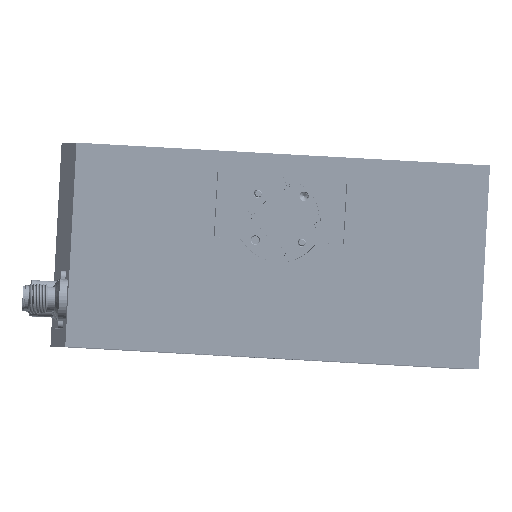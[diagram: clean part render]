
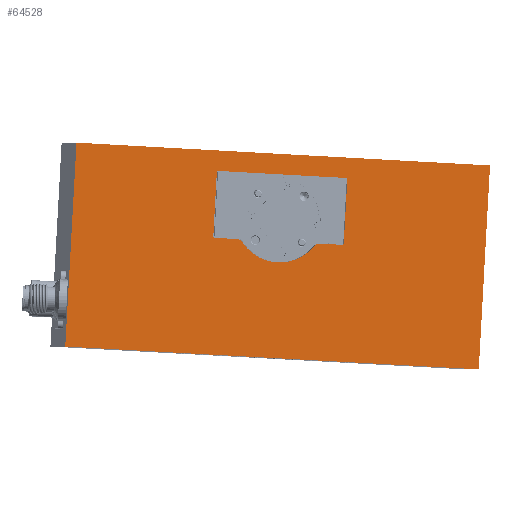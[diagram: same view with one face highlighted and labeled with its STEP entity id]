
A CAD part, left-side view. The second image highlights one B-rep face of the part: STEP entity #64528.
In plain terms, the highlighted planar face has unit normal (-1, -0.022, 0).
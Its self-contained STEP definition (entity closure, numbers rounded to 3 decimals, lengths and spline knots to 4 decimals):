
#1478 = LINE ( 'NONE', #5112, #160888 ) ;
#1512 = CIRCLE ( 'NONE', #171328, 0.01 ) ;
#5004 = EDGE_CURVE ( 'NONE', #35962, #51567, #30709, .T. ) ;
#5112 = CARTESIAN_POINT ( 'NONE',  ( -2.1594, 0.0461, 0.9037 ) ) ;
#6345 = CIRCLE ( 'NONE', #155704, 0.0625 ) ;
#7249 = DIRECTION ( 'NONE',  ( 0.001, -0.055, 0.998 ) ) ;
#7365 = EDGE_CURVE ( 'NONE', #35962, #174175, #123539, .T. ) ;
#10186 = AXIS2_PLACEMENT_3D ( 'NONE', #106548, #92795, #97327 ) ;
#12201 = VERTEX_POINT ( 'NONE', #145252 ) ;
#12473 = LINE ( 'NONE', #167425, #34435 ) ;
#12978 = EDGE_CURVE ( 'NONE', #84006, #127605, #41235, .T. ) ;
#14895 = LINE ( 'NONE', #41503, #133119 ) ;
#15473 = DIRECTION ( 'NONE',  ( 0.022, -0.998, -0.055 ) ) ;
#18856 = CARTESIAN_POINT ( 'NONE',  ( -2.1602, 0.0827, 0.8432 ) ) ;
#23277 = CARTESIAN_POINT ( 'NONE',  ( -2.1392, -0.8671, 1.4183 ) ) ;
#23653 = ORIENTED_EDGE ( 'NONE', *, *, #140142, .F. ) ;
#24274 = VERTEX_POINT ( 'NONE', #165092 ) ;
#26751 = ORIENTED_EDGE ( 'NONE', *, *, #86525, .F. ) ;
#27303 = CARTESIAN_POINT ( 'NONE',  ( -2.1142, -1.994, -0.2111 ) ) ;
#30709 = CIRCLE ( 'NONE', #133307, 0.38 ) ;
#31248 = CARTESIAN_POINT ( 'NONE',  ( -2.1591, 0.0303, 0.8773 ) ) ;
#34435 = VECTOR ( 'NONE', #41793, 39.3701 ) ;
#34856 = EDGE_CURVE ( 'NONE', #172663, #117009, #153108, .T. ) ;
#35224 = DIRECTION ( 'NONE',  ( -0.022, 0.998, 0.055 ) ) ;
#35962 = VERTEX_POINT ( 'NONE', #31248 ) ;
#36533 = EDGE_CURVE ( 'NONE', #24274, #84006, #76192, .T. ) ;
#38331 = DIRECTION ( 'NONE',  ( 1., 0.022, 0. ) ) ;
#39227 = PLANE ( 'NONE',  #39632 ) ;
#39632 = AXIS2_PLACEMENT_3D ( 'NONE', #27303, #38331, #139220 ) ;
#40696 = ORIENTED_EDGE ( 'NONE', *, *, #60090, .T. ) ;
#41235 = LINE ( 'NONE', #74868, #93008 ) ;
#41503 = CARTESIAN_POINT ( 'NONE',  ( -2.1927, 1.5498, -0.0159 ) ) ;
#41793 = DIRECTION ( 'NONE',  ( -0.001, 0.055, -0.998 ) ) ;
#42849 = CARTESIAN_POINT ( 'NONE',  ( -2.1401, -0.8267, 0.8657 ) ) ;
#44204 = DIRECTION ( 'NONE',  ( 0.001, -0.055, 0.998 ) ) ;
#48980 = LINE ( 'NONE', #104965, #144324 ) ;
#49795 = ORIENTED_EDGE ( 'NONE', *, *, #12978, .T. ) ;
#49939 = ORIENTED_EDGE ( 'NONE', *, *, #7365, .T. ) ;
#51567 = VERTEX_POINT ( 'NONE', #160474 ) ;
#54079 = DIRECTION ( 'NONE',  ( 0.022, -0.998, -0.055 ) ) ;
#55207 = VERTEX_POINT ( 'NONE', #23277 ) ;
#56795 = DIRECTION ( 'NONE',  ( -0.022, 0.998, 0.055 ) ) ;
#57719 = DIRECTION ( 'NONE',  ( -0.022, 0.998, 0.055 ) ) ;
#59305 = EDGE_CURVE ( 'NONE', #12201, #125506, #62383, .T. ) ;
#59495 = AXIS2_PLACEMENT_3D ( 'NONE', #84299, #140251, #15473 ) ;
#59824 = ORIENTED_EDGE ( 'NONE', *, *, #59305, .T. ) ;
#60090 = EDGE_CURVE ( 'NONE', #157043, #55207, #86420, .T. ) ;
#62211 = DIRECTION ( 'NONE',  ( -1., -0.022, 0. ) ) ;
#62383 = CIRCLE ( 'NONE', #59495, 0.01 ) ;
#63444 = EDGE_CURVE ( 'NONE', #150230, #117009, #1512, .T. ) ;
#64528 = ADVANCED_FACE ( 'NONE', ( #180456, #164870 ), #39227, .F. ) ;
#74868 = CARTESIAN_POINT ( 'NONE',  ( -2.1121, -2.0902, 1.5362 ) ) ;
#75152 = CARTESIAN_POINT ( 'NONE',  ( -2.1392, -0.8677, 1.4283 ) ) ;
#76192 = LINE ( 'NONE', #134001, #83683 ) ;
#76620 = DIRECTION ( 'NONE',  ( 0.022, -0.998, -0.055 ) ) ;
#76623 = AXIS2_PLACEMENT_3D ( 'NONE', #18856, #158253, #76620 ) ;
#77826 = VECTOR ( 'NONE', #54079, 39.3701 ) ;
#77930 = CARTESIAN_POINT ( 'NONE',  ( -2.1906, 1.4536, 1.7314 ) ) ;
#79343 = CARTESIAN_POINT ( 'NONE',  ( -2.1444, -0.63, 0.8039 ) ) ;
#80803 = CARTESIAN_POINT ( 'NONE',  ( -2.1646, 0.2814, 0.9267 ) ) ;
#81123 = EDGE_CURVE ( 'NONE', #172663, #51567, #6345, .T. ) ;
#83683 = VECTOR ( 'NONE', #161435, 39.3701 ) ;
#84006 = VERTEX_POINT ( 'NONE', #105037 ) ;
#84299 = CARTESIAN_POINT ( 'NONE',  ( -2.1637, 0.2409, 1.4793 ) ) ;
#84931 = CARTESIAN_POINT ( 'NONE',  ( -2.1644, 0.2719, 0.9162 ) ) ;
#85500 = EDGE_CURVE ( 'NONE', #24274, #174588, #113713, .T. ) ;
#86355 = CARTESIAN_POINT ( 'NONE',  ( -2.152, -0.288, 1.0846 ) ) ;
#86420 = CIRCLE ( 'NONE', #10186, 0.01 ) ;
#86525 = EDGE_CURVE ( 'NONE', #150230, #55207, #174169, .T. ) ;
#87700 = DIRECTION ( 'NONE',  ( 0.022, -0.998, -0.055 ) ) ;
#92795 = DIRECTION ( 'NONE',  ( 1., 0.022, 0. ) ) ;
#93008 = VECTOR ( 'NONE', #56795, 39.3701 ) ;
#97327 = DIRECTION ( 'NONE',  ( 0.022, -0.998, -0.055 ) ) ;
#99064 = CARTESIAN_POINT ( 'NONE',  ( -2.1142, -1.994, -0.2111 ) ) ;
#101853 = ORIENTED_EDGE ( 'NONE', *, *, #85500, .F. ) ;
#104965 = CARTESIAN_POINT ( 'NONE',  ( -2.1392, -0.8677, 1.4283 ) ) ;
#105037 = CARTESIAN_POINT ( 'NONE',  ( -2.1121, -2.0902, 1.5362 ) ) ;
#106548 = CARTESIAN_POINT ( 'NONE',  ( -2.1394, -0.8571, 1.4189 ) ) ;
#108330 = EDGE_CURVE ( 'NONE', #157043, #125506, #48980, .T. ) ;
#108345 = CARTESIAN_POINT ( 'NONE',  ( -2.1401, -0.8261, 0.8557 ) ) ;
#112273 = ORIENTED_EDGE ( 'NONE', *, *, #63444, .T. ) ;
#112601 = DIRECTION ( 'NONE',  ( 0.022, -0.998, -0.055 ) ) ;
#113713 = LINE ( 'NONE', #99064, #179423 ) ;
#115323 = DIRECTION ( 'NONE',  ( 1., 0.022, 0. ) ) ;
#117009 = VERTEX_POINT ( 'NONE', #108345 ) ;
#117947 = EDGE_CURVE ( 'NONE', #141535, #158305, #154357, .T. ) ;
#118391 = EDGE_CURVE ( 'NONE', #12201, #158305, #12473, .T. ) ;
#118703 = CARTESIAN_POINT ( 'NONE',  ( -2.1394, -0.8577, 1.4288 ) ) ;
#121473 = ORIENTED_EDGE ( 'NONE', *, *, #34856, .F. ) ;
#122209 = ORIENTED_EDGE ( 'NONE', *, *, #117947, .T. ) ;
#123103 = EDGE_CURVE ( 'NONE', #141535, #174175, #1478, .T. ) ;
#123258 = DIRECTION ( 'NONE',  ( 1., 0.022, 0. ) ) ;
#123539 = CIRCLE ( 'NONE', #76623, 0.0625 ) ;
#124634 = VECTOR ( 'NONE', #7249, 39.3701 ) ;
#125506 = VERTEX_POINT ( 'NONE', #147597 ) ;
#126569 = EDGE_LOOP ( 'NONE', ( #121473, #127172, #141381, #49939, #133408, #122209, #169021, #59824, #128339, #40696, #26751, #112273 ) ) ;
#126773 = DIRECTION ( 'NONE',  ( -1., -0.022, 0. ) ) ;
#127172 = ORIENTED_EDGE ( 'NONE', *, *, #81123, .T. ) ;
#127605 = VERTEX_POINT ( 'NONE', #77930 ) ;
#128339 = ORIENTED_EDGE ( 'NONE', *, *, #108330, .F. ) ;
#132216 = CARTESIAN_POINT ( 'NONE',  ( -2.1398, -0.8367, 0.8651 ) ) ;
#133119 = VECTOR ( 'NONE', #44204, 39.3701 ) ;
#133307 = AXIS2_PLACEMENT_3D ( 'NONE', #86355, #126773, #144998 ) ;
#133408 = ORIENTED_EDGE ( 'NONE', *, *, #123103, .F. ) ;
#134001 = CARTESIAN_POINT ( 'NONE',  ( -2.1142, -1.994, -0.2111 ) ) ;
#139220 = DIRECTION ( 'NONE',  ( 0.022, -0.998, -0.055 ) ) ;
#139387 = CARTESIAN_POINT ( 'NONE',  ( -2.1443, -0.6334, 0.8663 ) ) ;
#140142 = EDGE_CURVE ( 'NONE', #174588, #127605, #14895, .T. ) ;
#140251 = DIRECTION ( 'NONE',  ( 1., 0.022, 0. ) ) ;
#141381 = ORIENTED_EDGE ( 'NONE', *, *, #5004, .F. ) ;
#141535 = VERTEX_POINT ( 'NONE', #84931 ) ;
#144324 = VECTOR ( 'NONE', #35224, 39.3701 ) ;
#144998 = DIRECTION ( 'NONE',  ( -0.022, 0.998, 0.055 ) ) ;
#145252 = CARTESIAN_POINT ( 'NONE',  ( -2.1639, 0.2509, 1.4799 ) ) ;
#147597 = CARTESIAN_POINT ( 'NONE',  ( -2.1637, 0.2404, 1.4893 ) ) ;
#149965 = DIRECTION ( 'NONE',  ( 0.022, -0.998, -0.055 ) ) ;
#150230 = VERTEX_POINT ( 'NONE', #132216 ) ;
#150731 = CARTESIAN_POINT ( 'NONE',  ( -2.1644, 0.2714, 0.9262 ) ) ;
#151501 = AXIS2_PLACEMENT_3D ( 'NONE', #150731, #123258, #179169 ) ;
#151801 = CARTESIAN_POINT ( 'NONE',  ( -2.1601, 0.0792, 0.9056 ) ) ;
#153108 = LINE ( 'NONE', #169547, #77826 ) ;
#153389 = CARTESIAN_POINT ( 'NONE',  ( -2.1927, 1.5498, -0.0159 ) ) ;
#154357 = CIRCLE ( 'NONE', #151501, 0.01 ) ;
#155704 = AXIS2_PLACEMENT_3D ( 'NONE', #79343, #62211, #149965 ) ;
#157043 = VERTEX_POINT ( 'NONE', #118703 ) ;
#158253 = DIRECTION ( 'NONE',  ( -1., -0.022, 0. ) ) ;
#158305 = VERTEX_POINT ( 'NONE', #80803 ) ;
#160474 = CARTESIAN_POINT ( 'NONE',  ( -2.1455, -0.5817, 0.8436 ) ) ;
#160888 = VECTOR ( 'NONE', #87700, 39.3701 ) ;
#161435 = DIRECTION ( 'NONE',  ( 0.001, -0.055, 0.998 ) ) ;
#164870 = FACE_OUTER_BOUND ( 'NONE', #180561, .T. ) ;
#165092 = CARTESIAN_POINT ( 'NONE',  ( -2.1142, -1.994, -0.2111 ) ) ;
#167425 = CARTESIAN_POINT ( 'NONE',  ( -2.1639, 0.2504, 1.4899 ) ) ;
#167431 = ORIENTED_EDGE ( 'NONE', *, *, #36533, .T. ) ;
#169021 = ORIENTED_EDGE ( 'NONE', *, *, #118391, .F. ) ;
#169547 = CARTESIAN_POINT ( 'NONE',  ( -2.1399, -0.8361, 0.8552 ) ) ;
#171328 = AXIS2_PLACEMENT_3D ( 'NONE', #42849, #115323, #112601 ) ;
#172663 = VERTEX_POINT ( 'NONE', #139387 ) ;
#174169 = LINE ( 'NONE', #75152, #124634 ) ;
#174175 = VERTEX_POINT ( 'NONE', #151801 ) ;
#174588 = VERTEX_POINT ( 'NONE', #153389 ) ;
#179169 = DIRECTION ( 'NONE',  ( 0.022, -0.998, -0.055 ) ) ;
#179423 = VECTOR ( 'NONE', #57719, 39.3701 ) ;
#180456 = FACE_BOUND ( 'NONE', #126569, .T. ) ;
#180561 = EDGE_LOOP ( 'NONE', ( #49795, #23653, #101853, #167431 ) ) ;
